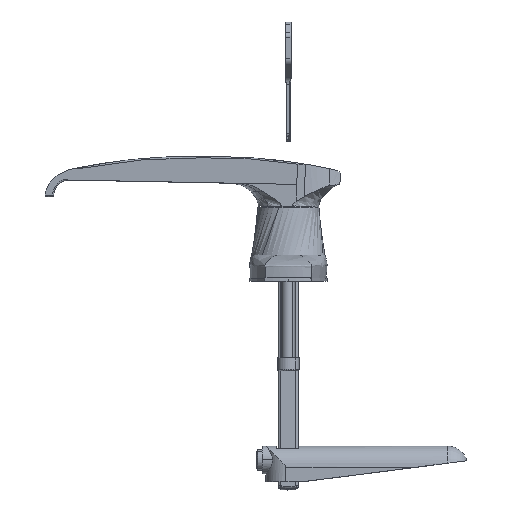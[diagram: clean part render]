
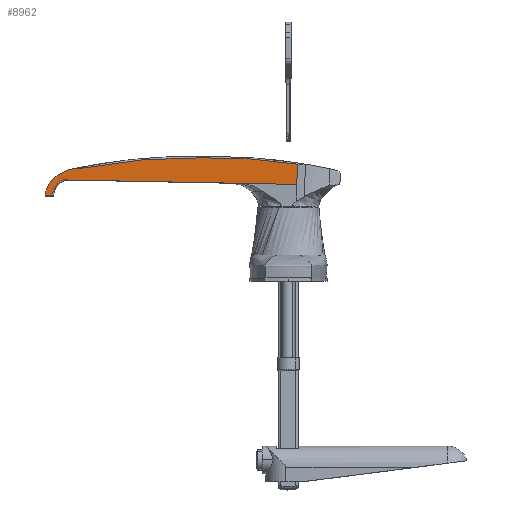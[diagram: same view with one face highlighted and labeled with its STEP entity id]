
A CAD part, top view. The second image highlights one B-rep face of the part: STEP entity #8962.
In plain terms, the highlighted planar face has unit normal (-0.061, 0.002, 0.998).
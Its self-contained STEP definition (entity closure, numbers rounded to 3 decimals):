
#660 = ORIENTED_EDGE ( 'NONE', *, *, #15542, .T. ) ;
#1347 = EDGE_CURVE ( 'NONE', #8196, #12899, #6905, .T. ) ;
#1616 = DIRECTION ( 'NONE',  ( 0.998, 0., 0.061 ) ) ;
#1661 = DIRECTION ( 'NONE',  ( 0.998, 0., 0.061 ) ) ;
#1662 = ORIENTED_EDGE ( 'NONE', *, *, #19964, .T. ) ;
#1833 = CARTESIAN_POINT ( 'NONE',  ( -1.092, -0.979, 17.883 ) ) ;
#1930 = ORIENTED_EDGE ( 'NONE', *, *, #3012, .T. ) ;
#2029 = LINE ( 'NONE', #9434, #7870 ) ;
#2061 = CARTESIAN_POINT ( 'NONE',  ( 0.037, 0.546, 17.952 ) ) ;
#2558 = CARTESIAN_POINT ( 'NONE',  ( 45.761, 17.119, 20.745 ) ) ;
#2738 = VECTOR ( 'NONE', #3952, 1000. ) ;
#2994 = VECTOR ( 'NONE', #10097, 1000. ) ;
#3012 = EDGE_CURVE ( 'NONE', #18304, #3477, #3524, .T. ) ;
#3099 = CARTESIAN_POINT ( 'NONE',  ( 61.508, 17.349, 21.707 ) ) ;
#3263 = CARTESIAN_POINT ( 'NONE',  ( 6.942, 6.796, 18.374 ) ) ;
#3477 = VERTEX_POINT ( 'NONE', #18001 ) ;
#3524 = LINE ( 'NONE', #3613, #2994 ) ;
#3592 = VERTEX_POINT ( 'NONE', #10755 ) ;
#3613 = CARTESIAN_POINT ( 'NONE',  ( 9.448, 6.831, 18.527 ) ) ;
#3665 = EDGE_CURVE ( 'NONE', #9307, #18304, #10169, .T. ) ;
#3743 =( BOUNDED_CURVE ( )  B_SPLINE_CURVE ( 3, ( #11357, #8227, #14367, #14653 ),
 .UNSPECIFIED., .F., .F. ) 
 B_SPLINE_CURVE_WITH_KNOTS ( ( 4, 4 ),
 ( 4.702, 5.497 ),
 .UNSPECIFIED. ) 
 CURVE ( )  GEOMETRIC_REPRESENTATION_ITEM ( )  RATIONAL_B_SPLINE_CURVE ( ( 1., 0.948, 0.948, 1. ) ) 
 REPRESENTATION_ITEM ( '' )  );
#3952 = DIRECTION ( 'NONE',  ( 0.998, 0.014, 0.061 ) ) ;
#4013 = CARTESIAN_POINT ( 'NONE',  ( 14.766, 11.763, 18.852 ) ) ;
#4336 = VECTOR ( 'NONE', #1661, 1000. ) ;
#4544 = CARTESIAN_POINT ( 'NONE',  ( 99.051, 16.085, 24. ) ) ;
#4930 = ORIENTED_EDGE ( 'NONE', *, *, #3665, .T. ) ;
#5040 = EDGE_CURVE ( 'NONE', #12456, #8196, #14157, .T. ) ;
#5539 = LINE ( 'NONE', #18639, #2738 ) ;
#5632 = CARTESIAN_POINT ( 'NONE',  ( 74.043, 17.99, 22.473 ) ) ;
#5705 = CARTESIAN_POINT ( 'NONE',  ( 2.656, 6.827, 18.112 ) ) ;
#6822 = CARTESIAN_POINT ( 'NONE',  ( 0.25, 2.876, 17.965 ) ) ;
#6905 =( BOUNDED_CURVE ( )  B_SPLINE_CURVE ( 3, ( #7612, #15614, #12382, #20553 ),
 .UNSPECIFIED., .F., .F. ) 
 B_SPLINE_CURVE_WITH_KNOTS ( ( 4, 4 ),
 ( 6.192, 6.283 ),
 .UNSPECIFIED. ) 
 CURVE ( )  GEOMETRIC_REPRESENTATION_ITEM ( )  RATIONAL_B_SPLINE_CURVE ( ( 1., 0.999, 0.999, 1. ) ) 
 REPRESENTATION_ITEM ( '' )  );
#6991 = CARTESIAN_POINT ( 'NONE',  ( 2.833, 0.5, 18.123 ) ) ;
#7393 = CARTESIAN_POINT ( 'NONE',  ( 14.766, 11.763, 18.852 ) ) ;
#7466 = CARTESIAN_POINT ( 'NONE',  ( 61.508, 17.349, 21.707 ) ) ;
#7609 = CARTESIAN_POINT ( 'NONE',  ( 2.833, 0.5, 18.123 ) ) ;
#7612 = CARTESIAN_POINT ( 'NONE',  ( 0.037, 0.546, 17.952 ) ) ;
#7870 = VECTOR ( 'NONE', #9579, 1000. ) ;
#8061 = EDGE_CURVE ( 'NONE', #3592, #12600, #2029, .T. ) ;
#8196 = VERTEX_POINT ( 'NONE', #9841 ) ;
#8227 = CARTESIAN_POINT ( 'NONE',  ( 10.168, 11.809, 18.571 ) ) ;
#8868 = CARTESIAN_POINT ( 'NONE',  ( 2.832, 0.55, 18.123 ) ) ;
#8962 = ADVANCED_FACE ( 'NONE', ( #16323 ), #13486, .T. ) ;
#9307 = VERTEX_POINT ( 'NONE', #10364 ) ;
#9434 = CARTESIAN_POINT ( 'NONE',  ( 99.051, -0.979, 24. ) ) ;
#9579 = DIRECTION ( 'NONE',  ( 0., 1., 0. ) ) ;
#9627 = EDGE_LOOP ( 'NONE', ( #10834, #19109, #16381, #9993, #660, #21001, #4930, #1930, #10633, #15915, #1662 ) ) ;
#9841 = CARTESIAN_POINT ( 'NONE',  ( 0.037, 0.546, 17.952 ) ) ;
#9926 = VERTEX_POINT ( 'NONE', #7609 ) ;
#9993 = ORIENTED_EDGE ( 'NONE', *, *, #1347, .T. ) ;
#10097 = DIRECTION ( 'NONE',  ( 0.998, 0.014, 0.061 ) ) ;
#10169 =( BOUNDED_CURVE ( )  B_SPLINE_CURVE ( 3, ( #12573, #20678, #10955, #17376 ),
 .UNSPECIFIED., .F., .F. ) 
 B_SPLINE_CURVE_WITH_KNOTS ( ( 4, 4 ),
 ( 0., 1.164 ),
 .UNSPECIFIED. ) 
 CURVE ( )  GEOMETRIC_REPRESENTATION_ITEM ( )  RATIONAL_B_SPLINE_CURVE ( ( 1., 0.89, 0.89, 1. ) ) 
 REPRESENTATION_ITEM ( '' )  );
#10215 = CARTESIAN_POINT ( 'NONE',  ( 2.832, 0.533, 18.123 ) ) ;
#10364 = CARTESIAN_POINT ( 'NONE',  ( 2.832, 0.55, 18.123 ) ) ;
#10633 = ORIENTED_EDGE ( 'NONE', *, *, #20263, .T. ) ;
#10755 = CARTESIAN_POINT ( 'NONE',  ( 99.051, 8.109, 24. ) ) ;
#10834 = ORIENTED_EDGE ( 'NONE', *, *, #11030, .T. ) ;
#10955 = CARTESIAN_POINT ( 'NONE',  ( 4.371, 5.688, 18.217 ) ) ;
#11030 = EDGE_CURVE ( 'NONE', #17044, #11740, #19590, .T. ) ;
#11357 = CARTESIAN_POINT ( 'NONE',  ( 14.766, 11.763, 18.852 ) ) ;
#11440 = DIRECTION ( 'NONE',  ( -0.061, 0., 0.998 ) ) ;
#11740 = VERTEX_POINT ( 'NONE', #4013 ) ;
#12262 = LINE ( 'NONE', #17826, #4336 ) ;
#12382 = CARTESIAN_POINT ( 'NONE',  ( 0.035, 0.515, 17.952 ) ) ;
#12456 = VERTEX_POINT ( 'NONE', #5705 ) ;
#12573 = CARTESIAN_POINT ( 'NONE',  ( 2.832, 0.55, 18.123 ) ) ;
#12600 = VERTEX_POINT ( 'NONE', #4544 ) ;
#12899 = VERTEX_POINT ( 'NONE', #16946 ) ;
#13486 = PLANE ( 'NONE',  #20385 ) ;
#13704 = CARTESIAN_POINT ( 'NONE',  ( 86.588, 17.567, 23.239 ) ) ;
#14157 =( BOUNDED_CURVE ( )  B_SPLINE_CURVE ( 3, ( #16464, #16540, #6822, #2061 ),
 .UNSPECIFIED., .F., .F. ) 
 B_SPLINE_CURVE_WITH_KNOTS ( ( 4, 4 ),
 ( 5.584, 6.192 ),
 .UNSPECIFIED. ) 
 CURVE ( )  GEOMETRIC_REPRESENTATION_ITEM ( )  RATIONAL_B_SPLINE_CURVE ( ( 1., 0.969, 0.969, 1. ) ) 
 REPRESENTATION_ITEM ( '' )  );
#14367 = CARTESIAN_POINT ( 'NONE',  ( 5.911, 10.074, 18.311 ) ) ;
#14653 = CARTESIAN_POINT ( 'NONE',  ( 2.656, 6.827, 18.112 ) ) ;
#15542 = EDGE_CURVE ( 'NONE', #12899, #9926, #12262, .T. ) ;
#15614 = CARTESIAN_POINT ( 'NONE',  ( 0.035, 0.53, 17.952 ) ) ;
#15915 = ORIENTED_EDGE ( 'NONE', *, *, #8061, .T. ) ;
#15955 =( BOUNDED_CURVE ( )  B_SPLINE_CURVE ( 3, ( #6991, #18489, #10215, #8868 ),
 .UNSPECIFIED., .F., .F. ) 
 B_SPLINE_CURVE_WITH_KNOTS ( ( 4, 4 ),
 ( 6.276, 6.283 ),
 .UNSPECIFIED. ) 
 CURVE ( )  GEOMETRIC_REPRESENTATION_ITEM ( )  RATIONAL_B_SPLINE_CURVE ( ( 1., 1., 1., 1. ) ) 
 REPRESENTATION_ITEM ( '' )  );
#16323 = FACE_OUTER_BOUND ( 'NONE', #9627, .T. ) ;
#16381 = ORIENTED_EDGE ( 'NONE', *, *, #5040, .T. ) ;
#16464 = CARTESIAN_POINT ( 'NONE',  ( 2.656, 6.827, 18.112 ) ) ;
#16540 = CARTESIAN_POINT ( 'NONE',  ( 1.151, 5.035, 18.02 ) ) ;
#16910 = CARTESIAN_POINT ( 'NONE',  ( 99.051, 16.085, 24. ) ) ;
#16946 = CARTESIAN_POINT ( 'NONE',  ( 0.035, 0.5, 17.952 ) ) ;
#16970 = CARTESIAN_POINT ( 'NONE',  ( 61.508, 17.349, 21.707 ) ) ;
#17044 = VERTEX_POINT ( 'NONE', #3099 ) ;
#17107 = CARTESIAN_POINT ( 'NONE',  ( 30.123, 15.25, 19.79 ) ) ;
#17255 =( BOUNDED_CURVE ( )  B_SPLINE_CURVE ( 3, ( #16910, #13704, #5632, #16970 ),
 .UNSPECIFIED., .F., .F. ) 
 B_SPLINE_CURVE_WITH_KNOTS ( ( 4, 4 ),
 ( 4.594, 4.763 ),
 .UNSPECIFIED. ) 
 CURVE ( )  GEOMETRIC_REPRESENTATION_ITEM ( )  RATIONAL_B_SPLINE_CURVE ( ( 1., 0.998, 0.998, 1. ) ) 
 REPRESENTATION_ITEM ( '' )  );
#17376 = CARTESIAN_POINT ( 'NONE',  ( 6.942, 6.796, 18.374 ) ) ;
#17826 = CARTESIAN_POINT ( 'NONE',  ( 3.387, 0.5, 18.157 ) ) ;
#18001 = CARTESIAN_POINT ( 'NONE',  ( 76.398, 7.786, 22.616 ) ) ;
#18064 = EDGE_CURVE ( 'NONE', #9926, #9307, #15955, .T. ) ;
#18304 = VERTEX_POINT ( 'NONE', #3263 ) ;
#18489 = CARTESIAN_POINT ( 'NONE',  ( 2.832, 0.517, 18.123 ) ) ;
#18639 = CARTESIAN_POINT ( 'NONE',  ( 9.448, 6.831, 18.527 ) ) ;
#18878 = EDGE_CURVE ( 'NONE', #11740, #12456, #3743, .T. ) ;
#19109 = ORIENTED_EDGE ( 'NONE', *, *, #18878, .T. ) ;
#19590 =( BOUNDED_CURVE ( )  B_SPLINE_CURVE ( 3, ( #7466, #2558, #17107, #7393 ),
 .UNSPECIFIED., .F., .F. ) 
 B_SPLINE_CURVE_WITH_KNOTS ( ( 4, 4 ),
 ( 4.727, 4.936 ),
 .UNSPECIFIED. ) 
 CURVE ( )  GEOMETRIC_REPRESENTATION_ITEM ( )  RATIONAL_B_SPLINE_CURVE ( ( 1., 0.996, 0.996, 1. ) ) 
 REPRESENTATION_ITEM ( '' )  );
#19964 = EDGE_CURVE ( 'NONE', #12600, #17044, #17255, .T. ) ;
#20263 = EDGE_CURVE ( 'NONE', #3477, #3592, #5539, .T. ) ;
#20385 = AXIS2_PLACEMENT_3D ( 'NONE', #1833, #11440, #1616 ) ;
#20553 = CARTESIAN_POINT ( 'NONE',  ( 0.035, 0.5, 17.952 ) ) ;
#20678 = CARTESIAN_POINT ( 'NONE',  ( 2.832, 3.349, 18.123 ) ) ;
#21001 = ORIENTED_EDGE ( 'NONE', *, *, #18064, .T. ) ;
